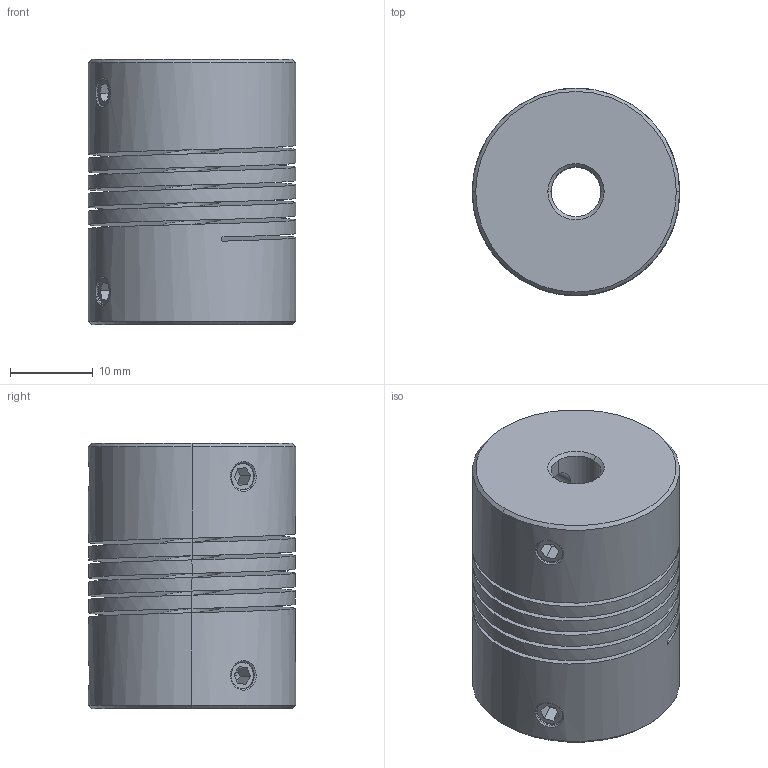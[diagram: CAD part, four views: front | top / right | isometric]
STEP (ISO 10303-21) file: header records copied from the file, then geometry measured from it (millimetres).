
FILE_DESCRIPTION(('STEP AP214'),'1');
FILE_NAME('wkas25320606.stp','2017-10-10T16:06:51',('TraceParts'),('TraceParts S.A.'),'Spatial InterOp 3D',' ',' ');
FILE_SCHEMA(('automotive_design'));
Length unit declared in the file: millimetre
Products named in the file (1): wkas25320606
Bounding box: 25 x 25 x 32 mm (x, y, z)
Volume: 13261.5 mm3; surface area: 8856.3 mm2
Topology: 1 solids, 1 shells, 152 faces, 394 edges, 238 vertices
Faces by surface type: plane 56, cylinder 44, cone 40, bspline 12
Entity records: 25879 total; most frequent: CARTESIAN_POINT 22377, ORIENTED_EDGE 756, DIRECTION 674, EDGE_CURVE 378, AXIS2_PLACEMENT_3D 251, VERTEX_POINT 238, LINE 172, VECTOR 172
